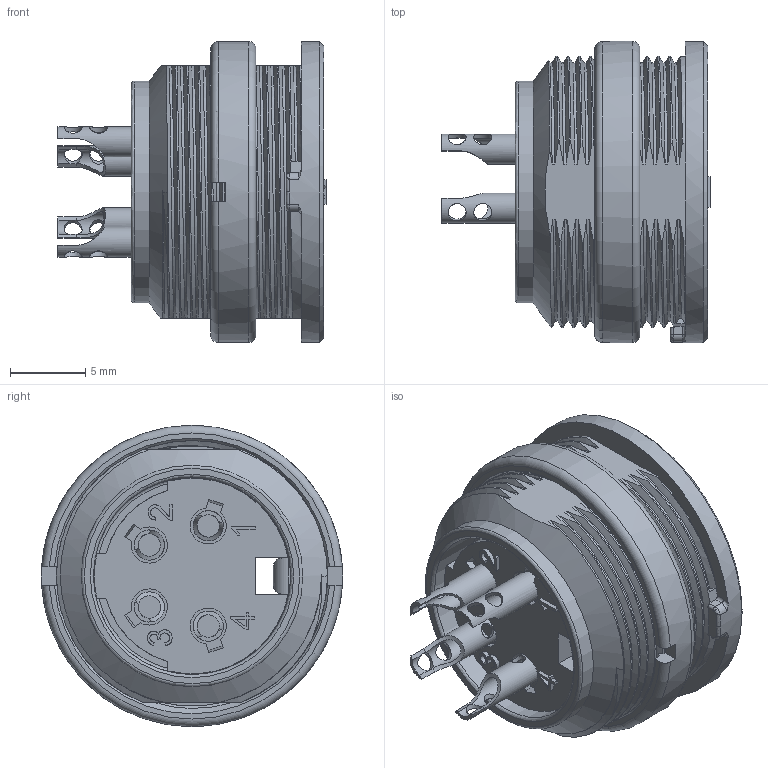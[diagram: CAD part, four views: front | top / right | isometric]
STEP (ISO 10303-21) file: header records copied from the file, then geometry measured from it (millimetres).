
FILE_DESCRIPTION(/* description */ (''),/* implementation_level */ '2;1');
FILE_NAME(/* name */ 't 3303 000 unxc001-01.stp',/* time_stamp */ '2019-07-08T15:54:44+02:00',/* author */ (''),/* organization */ (''),/* preprocessor_version */ 'ST-DEVELOPER v16.7',/* originating_system */ 'SIEMENS PLM Software NX 12.0',/* authorisation */ '');
FILE_SCHEMA (('AUTOMOTIVE_DESIGN { 1 0 10303 214 3 1 1 1 }'));
Length unit declared in the file: millimetre
Products named in the file (1): t 3303 000 unxc001-01
Bounding box: 17.8 x 20 x 20 mm (x, y, z)
Volume: 2434.4 mm3; surface area: 3082.8 mm2
Topology: 1 solids, 1 shells, 346 faces, 1032 edges, 681 vertices
Faces by surface type: plane 137, cylinder 115, bspline 69, cone 12, extrusion 10, torus 3
Full cylindrical faces by diameter (mm): 1 x4, 1.2 x8, 1.5 x4, 2 x4, 13.1 x1, 13.9 x1, 14.7 x1, 15.4 x1, 16.2 x1, 18.3 x1, 20 x2
Entity records: 39349 total; most frequent: CARTESIAN_POINT 30430, ORIENTED_EDGE 1948, DIRECTION 1192, EDGE_CURVE 974, VERTEX_POINT 669, B_SPLINE_CURVE_WITH_KNOTS 465, EDGE_LOOP 427, AXIS2_PLACEMENT_3D 401
